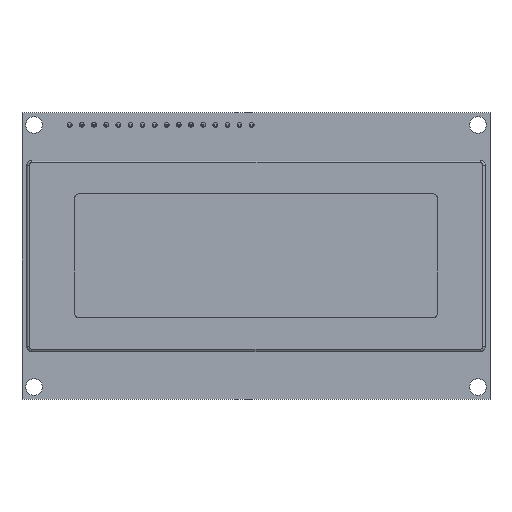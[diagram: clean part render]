
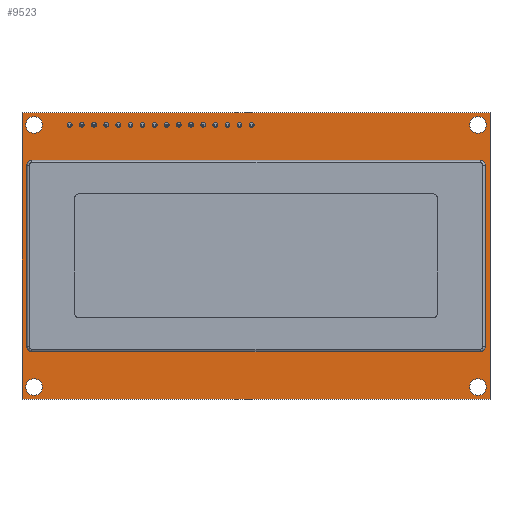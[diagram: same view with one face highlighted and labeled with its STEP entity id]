
A CAD part, top view. The second image highlights one B-rep face of the part: STEP entity #9523.
In plain terms, the highlighted planar face has unit normal (0, 0, 1).
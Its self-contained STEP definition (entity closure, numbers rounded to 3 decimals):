
#18=CIRCLE('',#10084,0.5);
#20=CIRCLE('',#10087,0.5);
#22=CIRCLE('',#10090,0.5);
#24=CIRCLE('',#10093,1.75);
#26=CIRCLE('',#10096,1.75);
#28=CIRCLE('',#10099,0.5);
#30=CIRCLE('',#10102,0.5);
#32=CIRCLE('',#10105,0.5);
#34=CIRCLE('',#10108,0.5);
#36=CIRCLE('',#10111,0.5);
#38=CIRCLE('',#10114,0.5);
#40=CIRCLE('',#10117,0.5);
#42=CIRCLE('',#10120,0.5);
#44=CIRCLE('',#10123,0.5);
#46=CIRCLE('',#10126,0.5);
#48=CIRCLE('',#10129,1.75);
#50=CIRCLE('',#10132,0.5);
#52=CIRCLE('',#10135,0.5);
#54=CIRCLE('',#10138,0.5);
#56=CIRCLE('',#10141,1.75);
#180=FACE_BOUND('',#1303,.T.);
#181=FACE_BOUND('',#1304,.T.);
#182=FACE_BOUND('',#1305,.T.);
#183=FACE_BOUND('',#1306,.T.);
#184=FACE_BOUND('',#1307,.T.);
#185=FACE_BOUND('',#1308,.T.);
#186=FACE_BOUND('',#1309,.T.);
#187=FACE_BOUND('',#1310,.T.);
#188=FACE_BOUND('',#1311,.T.);
#189=FACE_BOUND('',#1312,.T.);
#190=FACE_BOUND('',#1313,.T.);
#191=FACE_BOUND('',#1314,.T.);
#192=FACE_BOUND('',#1315,.T.);
#193=FACE_BOUND('',#1316,.T.);
#194=FACE_BOUND('',#1317,.T.);
#195=FACE_BOUND('',#1318,.T.);
#196=FACE_BOUND('',#1319,.T.);
#197=FACE_BOUND('',#1320,.T.);
#198=FACE_BOUND('',#1321,.T.);
#199=FACE_BOUND('',#1322,.T.);
#697=FACE_OUTER_BOUND('',#1302,.T.);
#1302=EDGE_LOOP('',(#7698,#7699,#7700,#7701));
#1303=EDGE_LOOP('',(#7702));
#1304=EDGE_LOOP('',(#7703));
#1305=EDGE_LOOP('',(#7704));
#1306=EDGE_LOOP('',(#7705));
#1307=EDGE_LOOP('',(#7706));
#1308=EDGE_LOOP('',(#7707));
#1309=EDGE_LOOP('',(#7708));
#1310=EDGE_LOOP('',(#7709));
#1311=EDGE_LOOP('',(#7710));
#1312=EDGE_LOOP('',(#7711));
#1313=EDGE_LOOP('',(#7712));
#1314=EDGE_LOOP('',(#7713));
#1315=EDGE_LOOP('',(#7714));
#1316=EDGE_LOOP('',(#7715));
#1317=EDGE_LOOP('',(#7716));
#1318=EDGE_LOOP('',(#7717));
#1319=EDGE_LOOP('',(#7718));
#1320=EDGE_LOOP('',(#7719));
#1321=EDGE_LOOP('',(#7720));
#1322=EDGE_LOOP('',(#7721));
#2420=LINE('',#14763,#3562);
#2423=LINE('',#14769,#3565);
#2426=LINE('',#14775,#3568);
#2429=LINE('',#14779,#3571);
#3562=VECTOR('',#12275,10.);
#3565=VECTOR('',#12280,10.);
#3568=VECTOR('',#12285,10.);
#3571=VECTOR('',#12290,10.);
#4285=VERTEX_POINT('',#14659);
#4287=VERTEX_POINT('',#14664);
#4289=VERTEX_POINT('',#14669);
#4291=VERTEX_POINT('',#14674);
#4293=VERTEX_POINT('',#14679);
#4295=VERTEX_POINT('',#14684);
#4297=VERTEX_POINT('',#14689);
#4299=VERTEX_POINT('',#14694);
#4301=VERTEX_POINT('',#14699);
#4303=VERTEX_POINT('',#14704);
#4305=VERTEX_POINT('',#14709);
#4307=VERTEX_POINT('',#14714);
#4309=VERTEX_POINT('',#14719);
#4311=VERTEX_POINT('',#14724);
#4313=VERTEX_POINT('',#14729);
#4315=VERTEX_POINT('',#14734);
#4317=VERTEX_POINT('',#14739);
#4319=VERTEX_POINT('',#14744);
#4321=VERTEX_POINT('',#14749);
#4323=VERTEX_POINT('',#14754);
#4326=VERTEX_POINT('',#14760);
#4327=VERTEX_POINT('',#14762);
#4329=VERTEX_POINT('',#14768);
#4331=VERTEX_POINT('',#14774);
#5435=EDGE_CURVE('',#4285,#4285,#18,.T.);
#5437=EDGE_CURVE('',#4287,#4287,#20,.T.);
#5439=EDGE_CURVE('',#4289,#4289,#22,.T.);
#5441=EDGE_CURVE('',#4291,#4291,#24,.T.);
#5443=EDGE_CURVE('',#4293,#4293,#26,.T.);
#5445=EDGE_CURVE('',#4295,#4295,#28,.T.);
#5447=EDGE_CURVE('',#4297,#4297,#30,.T.);
#5449=EDGE_CURVE('',#4299,#4299,#32,.T.);
#5451=EDGE_CURVE('',#4301,#4301,#34,.T.);
#5453=EDGE_CURVE('',#4303,#4303,#36,.T.);
#5455=EDGE_CURVE('',#4305,#4305,#38,.T.);
#5457=EDGE_CURVE('',#4307,#4307,#40,.T.);
#5459=EDGE_CURVE('',#4309,#4309,#42,.T.);
#5461=EDGE_CURVE('',#4311,#4311,#44,.T.);
#5463=EDGE_CURVE('',#4313,#4313,#46,.T.);
#5465=EDGE_CURVE('',#4315,#4315,#48,.T.);
#5467=EDGE_CURVE('',#4317,#4317,#50,.T.);
#5469=EDGE_CURVE('',#4319,#4319,#52,.T.);
#5471=EDGE_CURVE('',#4321,#4321,#54,.T.);
#5473=EDGE_CURVE('',#4323,#4323,#56,.T.);
#5476=EDGE_CURVE('',#4327,#4326,#2420,.T.);
#5479=EDGE_CURVE('',#4329,#4327,#2423,.T.);
#5482=EDGE_CURVE('',#4331,#4329,#2426,.T.);
#5485=EDGE_CURVE('',#4326,#4331,#2429,.T.);
#7698=ORIENTED_EDGE('',*,*,#5485,.T.);
#7699=ORIENTED_EDGE('',*,*,#5482,.T.);
#7700=ORIENTED_EDGE('',*,*,#5479,.T.);
#7701=ORIENTED_EDGE('',*,*,#5476,.T.);
#7702=ORIENTED_EDGE('',*,*,#5473,.T.);
#7703=ORIENTED_EDGE('',*,*,#5471,.T.);
#7704=ORIENTED_EDGE('',*,*,#5469,.T.);
#7705=ORIENTED_EDGE('',*,*,#5467,.T.);
#7706=ORIENTED_EDGE('',*,*,#5465,.T.);
#7707=ORIENTED_EDGE('',*,*,#5463,.T.);
#7708=ORIENTED_EDGE('',*,*,#5461,.T.);
#7709=ORIENTED_EDGE('',*,*,#5459,.T.);
#7710=ORIENTED_EDGE('',*,*,#5457,.T.);
#7711=ORIENTED_EDGE('',*,*,#5455,.T.);
#7712=ORIENTED_EDGE('',*,*,#5453,.T.);
#7713=ORIENTED_EDGE('',*,*,#5451,.T.);
#7714=ORIENTED_EDGE('',*,*,#5449,.T.);
#7715=ORIENTED_EDGE('',*,*,#5447,.T.);
#7716=ORIENTED_EDGE('',*,*,#5445,.T.);
#7717=ORIENTED_EDGE('',*,*,#5443,.T.);
#7718=ORIENTED_EDGE('',*,*,#5441,.T.);
#7719=ORIENTED_EDGE('',*,*,#5439,.T.);
#7720=ORIENTED_EDGE('',*,*,#5437,.T.);
#7721=ORIENTED_EDGE('',*,*,#5435,.T.);
#8522=PLANE('',#10146);
#9523=ADVANCED_FACE('',(#697,#180,#181,#182,#183,#184,#185,#186,#187,#188,
#189,#190,#191,#192,#193,#194,#195,#196,#197,#198,#199),#8522,.T.);
#10084=AXIS2_PLACEMENT_3D('',#14660,#12155,#12156);
#10087=AXIS2_PLACEMENT_3D('',#14665,#12161,#12162);
#10090=AXIS2_PLACEMENT_3D('',#14670,#12167,#12168);
#10093=AXIS2_PLACEMENT_3D('',#14675,#12173,#12174);
#10096=AXIS2_PLACEMENT_3D('',#14680,#12179,#12180);
#10099=AXIS2_PLACEMENT_3D('',#14685,#12185,#12186);
#10102=AXIS2_PLACEMENT_3D('',#14690,#12191,#12192);
#10105=AXIS2_PLACEMENT_3D('',#14695,#12197,#12198);
#10108=AXIS2_PLACEMENT_3D('',#14700,#12203,#12204);
#10111=AXIS2_PLACEMENT_3D('',#14705,#12209,#12210);
#10114=AXIS2_PLACEMENT_3D('',#14710,#12215,#12216);
#10117=AXIS2_PLACEMENT_3D('',#14715,#12221,#12222);
#10120=AXIS2_PLACEMENT_3D('',#14720,#12227,#12228);
#10123=AXIS2_PLACEMENT_3D('',#14725,#12233,#12234);
#10126=AXIS2_PLACEMENT_3D('',#14730,#12239,#12240);
#10129=AXIS2_PLACEMENT_3D('',#14735,#12245,#12246);
#10132=AXIS2_PLACEMENT_3D('',#14740,#12251,#12252);
#10135=AXIS2_PLACEMENT_3D('',#14745,#12257,#12258);
#10138=AXIS2_PLACEMENT_3D('',#14750,#12263,#12264);
#10141=AXIS2_PLACEMENT_3D('',#14755,#12269,#12270);
#10146=AXIS2_PLACEMENT_3D('',#14780,#12291,#12292);
#12155=DIRECTION('center_axis',(0.,0.,-1.));
#12156=DIRECTION('ref_axis',(-1.,0.,0.));
#12161=DIRECTION('center_axis',(0.,0.,-1.));
#12162=DIRECTION('ref_axis',(-1.,0.,0.));
#12167=DIRECTION('center_axis',(0.,0.,-1.));
#12168=DIRECTION('ref_axis',(-1.,0.,0.));
#12173=DIRECTION('center_axis',(0.,0.,-1.));
#12174=DIRECTION('ref_axis',(-1.,0.,0.));
#12179=DIRECTION('center_axis',(0.,0.,-1.));
#12180=DIRECTION('ref_axis',(-1.,0.,0.));
#12185=DIRECTION('center_axis',(0.,0.,-1.));
#12186=DIRECTION('ref_axis',(-1.,0.,0.));
#12191=DIRECTION('center_axis',(0.,0.,-1.));
#12192=DIRECTION('ref_axis',(-1.,0.,0.));
#12197=DIRECTION('center_axis',(0.,0.,-1.));
#12198=DIRECTION('ref_axis',(-1.,0.,0.));
#12203=DIRECTION('center_axis',(0.,0.,-1.));
#12204=DIRECTION('ref_axis',(-1.,0.,0.));
#12209=DIRECTION('center_axis',(0.,0.,-1.));
#12210=DIRECTION('ref_axis',(-1.,0.,0.));
#12215=DIRECTION('center_axis',(0.,0.,-1.));
#12216=DIRECTION('ref_axis',(-1.,0.,0.));
#12221=DIRECTION('center_axis',(0.,0.,-1.));
#12222=DIRECTION('ref_axis',(-1.,0.,0.));
#12227=DIRECTION('center_axis',(0.,0.,-1.));
#12228=DIRECTION('ref_axis',(-1.,0.,0.));
#12233=DIRECTION('center_axis',(0.,0.,-1.));
#12234=DIRECTION('ref_axis',(-1.,0.,0.));
#12239=DIRECTION('center_axis',(0.,0.,-1.));
#12240=DIRECTION('ref_axis',(-1.,0.,0.));
#12245=DIRECTION('center_axis',(0.,0.,-1.));
#12246=DIRECTION('ref_axis',(-1.,0.,0.));
#12251=DIRECTION('center_axis',(0.,0.,-1.));
#12252=DIRECTION('ref_axis',(-1.,0.,0.));
#12257=DIRECTION('center_axis',(0.,0.,-1.));
#12258=DIRECTION('ref_axis',(-1.,0.,0.));
#12263=DIRECTION('center_axis',(0.,0.,-1.));
#12264=DIRECTION('ref_axis',(-1.,0.,0.));
#12269=DIRECTION('center_axis',(0.,0.,-1.));
#12270=DIRECTION('ref_axis',(-1.,0.,0.));
#12275=DIRECTION('',(0.,-1.,0.));
#12280=DIRECTION('',(-1.,0.,0.));
#12285=DIRECTION('',(0.,1.,0.));
#12290=DIRECTION('',(1.,0.,0.));
#12291=DIRECTION('center_axis',(0.,0.,1.));
#12292=DIRECTION('ref_axis',(-1.,0.,0.));
#14659=CARTESIAN_POINT('',(25.9,0.,4.04));
#14660=CARTESIAN_POINT('Origin',(25.4,0.,4.04));
#14664=CARTESIAN_POINT('',(30.98,0.,4.04));
#14665=CARTESIAN_POINT('Origin',(30.48,0.,4.04));
#14669=CARTESIAN_POINT('',(38.6,0.,4.04));
#14670=CARTESIAN_POINT('Origin',(38.1,0.,4.04));
#14674=CARTESIAN_POINT('',(87.21,0.,4.04));
#14675=CARTESIAN_POINT('Origin',(85.46,0.,4.04));
#14679=CARTESIAN_POINT('',(-5.71,-54.92,4.04));
#14680=CARTESIAN_POINT('Origin',(-7.46,-54.92,4.04));
#14684=CARTESIAN_POINT('',(10.66,0.,4.04));
#14685=CARTESIAN_POINT('Origin',(10.16,0.,4.04));
#14689=CARTESIAN_POINT('',(3.04,0.,4.04));
#14690=CARTESIAN_POINT('Origin',(2.54,0.,4.04));
#14694=CARTESIAN_POINT('',(28.44,0.,4.04));
#14695=CARTESIAN_POINT('Origin',(27.94,0.,4.04));
#14699=CARTESIAN_POINT('',(20.82,0.,4.04));
#14700=CARTESIAN_POINT('Origin',(20.32,0.,4.04));
#14704=CARTESIAN_POINT('',(5.58,0.,4.04));
#14705=CARTESIAN_POINT('Origin',(5.08,0.,4.04));
#14709=CARTESIAN_POINT('',(15.74,0.,4.04));
#14710=CARTESIAN_POINT('Origin',(15.24,0.,4.04));
#14714=CARTESIAN_POINT('',(13.2,0.,4.04));
#14715=CARTESIAN_POINT('Origin',(12.7,0.,4.04));
#14719=CARTESIAN_POINT('',(0.5,0.,4.04));
#14720=CARTESIAN_POINT('Origin',(0.,0.,4.04));
#14724=CARTESIAN_POINT('',(8.12,0.,4.04));
#14725=CARTESIAN_POINT('Origin',(7.62,0.,4.04));
#14729=CARTESIAN_POINT('',(18.28,0.,4.04));
#14730=CARTESIAN_POINT('Origin',(17.78,0.,4.04));
#14734=CARTESIAN_POINT('',(87.21,-54.92,4.04));
#14735=CARTESIAN_POINT('Origin',(85.46,-54.92,4.04));
#14739=CARTESIAN_POINT('',(23.36,0.,4.04));
#14740=CARTESIAN_POINT('Origin',(22.86,0.,4.04));
#14744=CARTESIAN_POINT('',(36.06,0.,4.04));
#14745=CARTESIAN_POINT('Origin',(35.56,0.,4.04));
#14749=CARTESIAN_POINT('',(33.52,0.,4.04));
#14750=CARTESIAN_POINT('Origin',(33.02,0.,4.04));
#14754=CARTESIAN_POINT('',(-5.71,0.,4.04));
#14755=CARTESIAN_POINT('Origin',(-7.46,0.,4.04));
#14760=CARTESIAN_POINT('',(-10.,-57.46,4.04));
#14762=CARTESIAN_POINT('',(-10.,2.54,4.04));
#14763=CARTESIAN_POINT('',(-10.,-57.46,4.04));
#14768=CARTESIAN_POINT('',(88.,2.54,4.04));
#14769=CARTESIAN_POINT('',(-10.,2.54,4.04));
#14774=CARTESIAN_POINT('',(88.,-57.46,4.04));
#14775=CARTESIAN_POINT('',(88.,2.54,4.04));
#14779=CARTESIAN_POINT('',(88.,-57.46,4.04));
#14780=CARTESIAN_POINT('Origin',(39.,-27.46,4.04));
